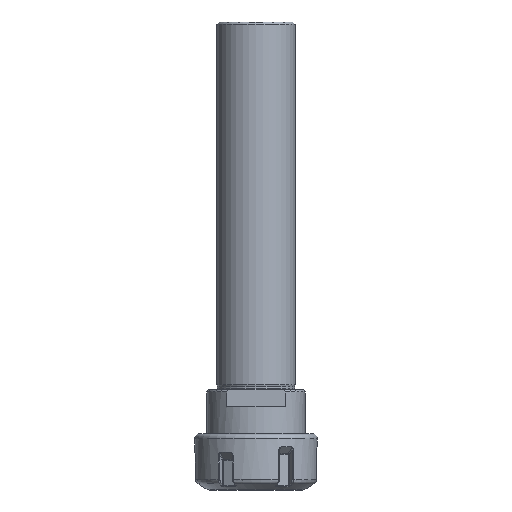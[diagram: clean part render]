
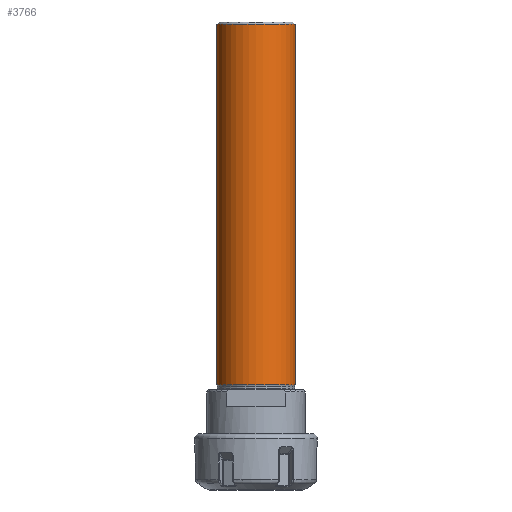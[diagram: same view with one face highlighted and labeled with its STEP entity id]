
A CAD part, left-side view. The second image highlights one B-rep face of the part: STEP entity #3766.
In plain terms, the highlighted cylindrical face has radius 16 mm (diameter 32 mm), a partial arc.
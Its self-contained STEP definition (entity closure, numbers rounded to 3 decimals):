
#153=CARTESIAN_POINT('',(0,0,58));
#154=DIRECTION('',(0,0,1));
#155=DIRECTION('',(0,1,0));
#156=AXIS2_PLACEMENT_3D('',#153,#154,#155);
#158=DIRECTION('',(0.,0.,1));
#159=VECTOR('',#158,147);
#160=CARTESIAN_POINT('',(0,-16,-89));
#161=LINE('',#160,#159);
#162=CARTESIAN_POINT('',(0,0,-89));
#163=DIRECTION('',(0,0,1));
#164=DIRECTION('',(0,1,0));
#165=AXIS2_PLACEMENT_3D('',#162,#163,#164);
#167=DIRECTION('',(0.,0.,1));
#168=VECTOR('',#167,147);
#169=CARTESIAN_POINT('',(0,16,-89));
#170=LINE('',#169,#168);
#3113=CARTESIAN_POINT('',(0,16,-89));
#3114=VERTEX_POINT('',#3113);
#3123=CARTESIAN_POINT('',(0,-16,-89));
#3124=VERTEX_POINT('',#3123);
#3129=CARTESIAN_POINT('',(0,16,58));
#3130=CARTESIAN_POINT('',(0,-16,58));
#3131=VERTEX_POINT('',#3129);
#3132=VERTEX_POINT('',#3130);
#3754=CARTESIAN_POINT('',(0,0,67.9));
#3755=DIRECTION('',(0,0,-1));
#3756=DIRECTION('',(0,-1,0));
#3757=AXIS2_PLACEMENT_3D('',#3754,#3755,#3756);
#3758=CYLINDRICAL_SURFACE('',#3757,16);
#3759=ORIENTED_EDGE('',*,*,#3719,.T.);
#3760=ORIENTED_EDGE('',*,*,#3749,.F.);
#3762=ORIENTED_EDGE('',*,*,#3761,.F.);
#3763=ORIENTED_EDGE('',*,*,#3745,.T.);
#3764=EDGE_LOOP('',(#3759,#3760,#3762,#3763));
#3765=FACE_OUTER_BOUND('',#3764,.F.);
#3766=ADVANCED_FACE('',(#3765),#3758,.T.);
#157=CIRCLE('',#156,16);
#166=CIRCLE('',#165,16);
#3719=EDGE_CURVE('',#3131,#3132,#157,.T.);
#3745=EDGE_CURVE('',#3114,#3131,#170,.T.);
#3749=EDGE_CURVE('',#3124,#3132,#161,.T.);
#3761=EDGE_CURVE('',#3114,#3124,#166,.T.);
